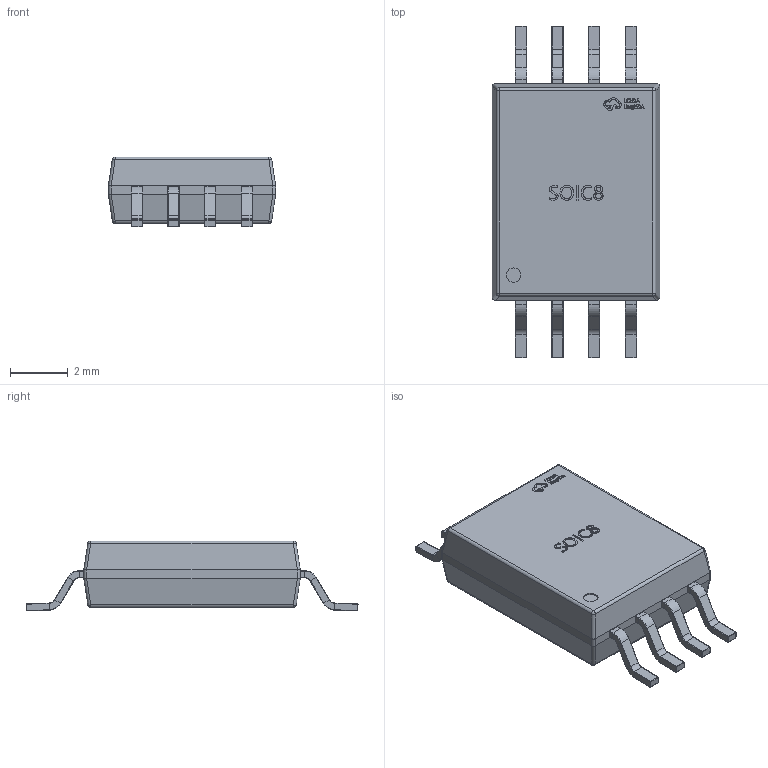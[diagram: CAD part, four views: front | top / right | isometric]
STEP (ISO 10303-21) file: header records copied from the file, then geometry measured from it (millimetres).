
FILE_DESCRIPTION (( 'STEP AP214' ), '1' );
FILE_NAME ('SOIC-8_L5.8-W7.5-H2.3-LS11.5-P1.27.step', '2022-07-26T09:19:51', ( '' ), ( '' ), 'SwSTEP 2.0', 'SolidWorks 2020', '' );
FILE_SCHEMA (( 'AUTOMOTIVE_DESIGN' ));
Length unit declared in the file: millimetre
Products named in the file (1): SOIC-8_L5.8-W7.5-H2.3-LS11.5-P1.27
Bounding box: 5.8 x 11.51 x 2.43 mm (x, y, z)
Volume: 98.1 mm3; surface area: 166.1 mm2
Topology: 22 solids, 22 shells, 811 faces, 1893 edges, 1126 vertices
Faces by surface type: plane 353, cylinder 190, bspline 156, torus 64, sphere 48
Entity records: 35343 total; most frequent: CARTESIAN_POINT 8835, ORIENTED_EDGE 3722, DIRECTION 3269, EDGE_CURVE 1861, VERTEX_POINT 1110, AXIS2_PLACEMENT_3D 1092, VECTOR 1085, LINE 1085
